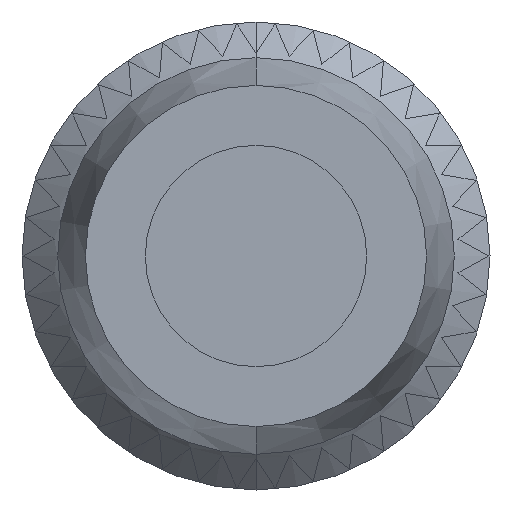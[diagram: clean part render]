
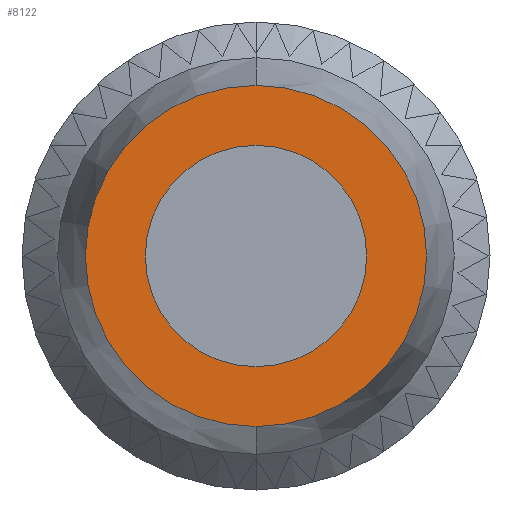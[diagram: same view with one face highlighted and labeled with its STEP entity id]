
A CAD part, front view. The second image highlights one B-rep face of the part: STEP entity #8122.
In plain terms, the highlighted planar face has unit normal (0, -1, 0).
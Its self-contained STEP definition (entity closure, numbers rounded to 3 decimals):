
#153 = EDGE_CURVE ( 'NONE', #5269, #13129, #12029, .T. ) ;
#1080 = CARTESIAN_POINT ( 'NONE',  ( 0., -42.5, 0. ) ) ;
#1088 = DIRECTION ( 'NONE',  ( 0., 0., 1. ) ) ;
#1361 = VERTEX_POINT ( 'NONE', #8039 ) ;
#1367 = EDGE_CURVE ( 'NONE', #1361, #11354, #8159, .T. ) ;
#2221 = DIRECTION ( 'NONE',  ( 0., 0., -1. ) ) ;
#2539 = AXIS2_PLACEMENT_3D ( 'NONE', #6412, #14427, #7597 ) ;
#2594 = ORIENTED_EDGE ( 'NONE', *, *, #1367, .F. ) ;
#2698 = FACE_BOUND ( 'NONE', #4929, .T. ) ;
#3855 = EDGE_CURVE ( 'NONE', #11354, #1361, #12327, .T. ) ;
#4500 = EDGE_CURVE ( 'NONE', #13129, #5269, #8083, .T. ) ;
#4824 = AXIS2_PLACEMENT_3D ( 'NONE', #14738, #7901, #1088 ) ;
#4843 = CARTESIAN_POINT ( 'NONE',  ( 0., -42.5, 0. ) ) ;
#4929 = EDGE_LOOP ( 'NONE', ( #8012, #7497 ) ) ;
#5269 = VERTEX_POINT ( 'NONE', #10830 ) ;
#5560 = AXIS2_PLACEMENT_3D ( 'NONE', #5838, #13816, #6983 ) ;
#5838 = CARTESIAN_POINT ( 'NONE',  ( 0., -42.5, 0. ) ) ;
#6011 = DIRECTION ( 'NONE',  ( 0., 0., -1. ) ) ;
#6412 = CARTESIAN_POINT ( 'NONE',  ( 0., -42.5, 0. ) ) ;
#6463 = PLANE ( 'NONE',  #2539 ) ;
#6983 = DIRECTION ( 'NONE',  ( 0., 0., 1. ) ) ;
#7497 = ORIENTED_EDGE ( 'NONE', *, *, #153, .F. ) ;
#7597 = DIRECTION ( 'NONE',  ( 0., 0., 1. ) ) ;
#7901 = DIRECTION ( 'NONE',  ( 0., 1., 0. ) ) ;
#8012 = ORIENTED_EDGE ( 'NONE', *, *, #4500, .F. ) ;
#8039 = CARTESIAN_POINT ( 'NONE',  ( 0., -42.5, -4.3 ) ) ;
#8083 = CIRCLE ( 'NONE', #9073, 2.79 ) ;
#8122 = ADVANCED_FACE ( 'NONE', ( #2698, #11812 ), #6463, .F. ) ;
#8159 = CIRCLE ( 'NONE', #5560, 4.3 ) ;
#8323 = AXIS2_PLACEMENT_3D ( 'NONE', #4843, #12845, #6011 ) ;
#9051 = DIRECTION ( 'NONE',  ( 0., -1., 0. ) ) ;
#9073 = AXIS2_PLACEMENT_3D ( 'NONE', #1080, #9051, #2221 ) ;
#9506 = CARTESIAN_POINT ( 'NONE',  ( 0., -42.5, 4.3 ) ) ;
#9664 = CARTESIAN_POINT ( 'NONE',  ( 0., -42.5, -2.79 ) ) ;
#10830 = CARTESIAN_POINT ( 'NONE',  ( 0., -42.5, 2.79 ) ) ;
#11354 = VERTEX_POINT ( 'NONE', #9506 ) ;
#11812 = FACE_OUTER_BOUND ( 'NONE', #12920, .T. ) ;
#12029 = CIRCLE ( 'NONE', #8323, 2.79 ) ;
#12327 = CIRCLE ( 'NONE', #4824, 4.3 ) ;
#12845 = DIRECTION ( 'NONE',  ( 0., -1., 0. ) ) ;
#12920 = EDGE_LOOP ( 'NONE', ( #13829, #2594 ) ) ;
#13129 = VERTEX_POINT ( 'NONE', #9664 ) ;
#13816 = DIRECTION ( 'NONE',  ( 0., 1., 0. ) ) ;
#13829 = ORIENTED_EDGE ( 'NONE', *, *, #3855, .F. ) ;
#14427 = DIRECTION ( 'NONE',  ( 0., 1., 0. ) ) ;
#14738 = CARTESIAN_POINT ( 'NONE',  ( 0., -42.5, 0. ) ) ;
